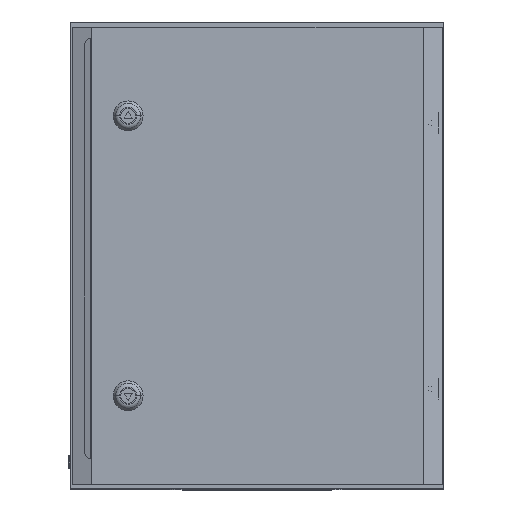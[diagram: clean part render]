
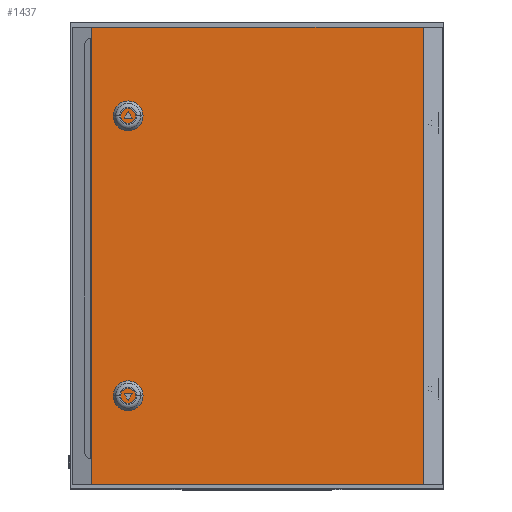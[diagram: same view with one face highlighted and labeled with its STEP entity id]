
A CAD part, top view. The second image highlights one B-rep face of the part: STEP entity #1437.
In plain terms, the highlighted planar face has unit normal (-0.002, 0, 1).
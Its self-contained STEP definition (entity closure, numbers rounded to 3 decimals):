
#8 = VERTEX_POINT ( 'NONE', #6850 ) ;
#378 = CARTESIAN_POINT ( 'NONE',  ( 177.921, 245., 0. ) ) ;
#454 = CARTESIAN_POINT ( 'NONE',  ( -137., -150., 0. ) ) ;
#607 = CARTESIAN_POINT ( 'NONE',  ( -138.5, -150., 0. ) ) ;
#721 = VERTEX_POINT ( 'NONE', #7335 ) ;
#1258 = EDGE_CURVE ( 'NONE', #21467, #721, #19647, .T. ) ;
#1376 = DIRECTION ( 'NONE',  ( -1., 0., 0. ) ) ;
#1437 = ADVANCED_FACE ( 'NONE', ( #16333, #7338, #16873 ), #12282, .T. ) ;
#1471 = EDGE_CURVE ( 'NONE', #17627, #17895, #6198, .T. ) ;
#2233 = ORIENTED_EDGE ( 'NONE', *, *, #17928, .F. ) ;
#2432 = DIRECTION ( 'NONE',  ( -1., 0., 0. ) ) ;
#2505 = ORIENTED_EDGE ( 'NONE', *, *, #16565, .T. ) ;
#3573 = VERTEX_POINT ( 'NONE', #14095 ) ;
#3738 = VECTOR ( 'NONE', #7539, 1000. ) ;
#3992 = CARTESIAN_POINT ( 'NONE',  ( 177.921, -245., 0. ) ) ;
#4010 = DIRECTION ( 'NONE',  ( -1., 0., 0. ) ) ;
#4044 = DIRECTION ( 'NONE',  ( 0., 0., 1. ) ) ;
#4148 = CARTESIAN_POINT ( 'NONE',  ( -138.5, -150., 0. ) ) ;
#4378 = DIRECTION ( 'NONE',  ( 0., 0., 1. ) ) ;
#4683 = CARTESIAN_POINT ( 'NONE',  ( -138.5, 150., 0. ) ) ;
#4693 = AXIS2_PLACEMENT_3D ( 'NONE', #12353, #4378, #15618 ) ;
#4836 = VECTOR ( 'NONE', #1376, 1000. ) ;
#4956 = DIRECTION ( 'NONE',  ( 1., 0., 0. ) ) ;
#5191 = DIRECTION ( 'NONE',  ( 0., 0., 1. ) ) ;
#5304 = ORIENTED_EDGE ( 'NONE', *, *, #16227, .F. ) ;
#5504 = AXIS2_PLACEMENT_3D ( 'NONE', #21172, #10508, #22957 ) ;
#5911 = AXIS2_PLACEMENT_3D ( 'NONE', #4148, #4044, #4010 ) ;
#5913 = CIRCLE ( 'NONE', #7198, 1.5 ) ;
#6198 = CIRCLE ( 'NONE', #5911, 1.5 ) ;
#6850 = CARTESIAN_POINT ( 'NONE',  ( -177.921, 245., 0. ) ) ;
#6941 = EDGE_LOOP ( 'NONE', ( #12029, #15941 ) ) ;
#7198 = AXIS2_PLACEMENT_3D ( 'NONE', #607, #13169, #2432 ) ;
#7335 = CARTESIAN_POINT ( 'NONE',  ( -137., 150., 0. ) ) ;
#7338 = FACE_BOUND ( 'NONE', #6941, .T. ) ;
#7539 = DIRECTION ( 'NONE',  ( -1., 0., 0. ) ) ;
#7953 = CARTESIAN_POINT ( 'NONE',  ( -140., 150., 0. ) ) ;
#8745 = AXIS2_PLACEMENT_3D ( 'NONE', #4683, #5191, #4956 ) ;
#9067 = LINE ( 'NONE', #9237, #3738 ) ;
#9237 = CARTESIAN_POINT ( 'NONE',  ( -177.921, -245., 0. ) ) ;
#9316 = DIRECTION ( 'NONE',  ( 0., -1., 0. ) ) ;
#10226 = EDGE_LOOP ( 'NONE', ( #5304, #13529, #2505, #18003 ) ) ;
#10508 = DIRECTION ( 'NONE',  ( 0., 0., 1. ) ) ;
#11196 = VECTOR ( 'NONE', #16635, 1000. ) ;
#12029 = ORIENTED_EDGE ( 'NONE', *, *, #16051, .F. ) ;
#12282 = PLANE ( 'NONE',  #4693 ) ;
#12353 = CARTESIAN_POINT ( 'NONE',  ( -177.921, 245., 0. ) ) ;
#12739 = EDGE_CURVE ( 'NONE', #20546, #17889, #13496, .T. ) ;
#12940 = VECTOR ( 'NONE', #9316, 1000. ) ;
#13169 = DIRECTION ( 'NONE',  ( 0., 0., 1. ) ) ;
#13496 = LINE ( 'NONE', #378, #12940 ) ;
#13529 = ORIENTED_EDGE ( 'NONE', *, *, #12739, .F. ) ;
#14095 = CARTESIAN_POINT ( 'NONE',  ( -177.921, -245., 0. ) ) ;
#14417 = LINE ( 'NONE', #17393, #4836 ) ;
#14822 = CARTESIAN_POINT ( 'NONE',  ( -177.921, 245., 0. ) ) ;
#15618 = DIRECTION ( 'NONE',  ( 1., 0., 0. ) ) ;
#15941 = ORIENTED_EDGE ( 'NONE', *, *, #1258, .F. ) ;
#16051 = EDGE_CURVE ( 'NONE', #721, #21467, #21346, .T. ) ;
#16227 = EDGE_CURVE ( 'NONE', #17889, #3573, #9067, .T. ) ;
#16333 = FACE_BOUND ( 'NONE', #18992, .T. ) ;
#16565 = EDGE_CURVE ( 'NONE', #20546, #8, #14417, .T. ) ;
#16635 = DIRECTION ( 'NONE',  ( 0., -1., 0. ) ) ;
#16873 = FACE_OUTER_BOUND ( 'NONE', #10226, .T. ) ;
#16907 = CARTESIAN_POINT ( 'NONE',  ( 177.921, 245., 0. ) ) ;
#17391 = ORIENTED_EDGE ( 'NONE', *, *, #1471, .F. ) ;
#17393 = CARTESIAN_POINT ( 'NONE',  ( -177.921, 245., 0. ) ) ;
#17425 = CARTESIAN_POINT ( 'NONE',  ( -140., -150., 0. ) ) ;
#17627 = VERTEX_POINT ( 'NONE', #17425 ) ;
#17889 = VERTEX_POINT ( 'NONE', #3992 ) ;
#17895 = VERTEX_POINT ( 'NONE', #454 ) ;
#17928 = EDGE_CURVE ( 'NONE', #17895, #17627, #5913, .T. ) ;
#18003 = ORIENTED_EDGE ( 'NONE', *, *, #18776, .T. ) ;
#18776 = EDGE_CURVE ( 'NONE', #8, #3573, #20662, .T. ) ;
#18992 = EDGE_LOOP ( 'NONE', ( #2233, #17391 ) ) ;
#19647 = CIRCLE ( 'NONE', #8745, 1.5 ) ;
#20546 = VERTEX_POINT ( 'NONE', #16907 ) ;
#20662 = LINE ( 'NONE', #14822, #11196 ) ;
#21172 = CARTESIAN_POINT ( 'NONE',  ( -138.5, 150., 0. ) ) ;
#21346 = CIRCLE ( 'NONE', #5504, 1.5 ) ;
#21467 = VERTEX_POINT ( 'NONE', #7953 ) ;
#22957 = DIRECTION ( 'NONE',  ( 1., 0., 0. ) ) ;
